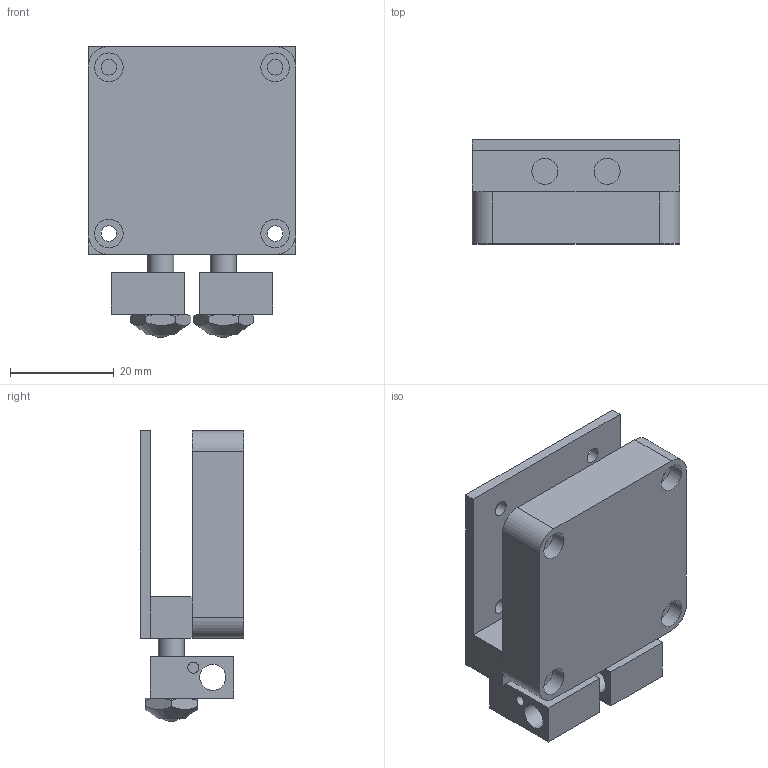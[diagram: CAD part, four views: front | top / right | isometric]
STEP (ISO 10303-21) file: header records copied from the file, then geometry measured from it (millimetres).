
FILE_DESCRIPTION(('FreeCAD Model'),'2;1');
FILE_NAME('hotend-dual.step', '2015-04-05T10:35:53',('FreeCAD'),('FreeCAD'), 'Open CASCADE STEP processor 6.5','FreeCAD','Unknown');
FILE_SCHEMA(('AUTOMOTIVE_DESIGN_CC2 { 1 2 10303 214 -1 1 5 4 }'));
Length unit declared in the file: millimetre
Products named in the file (1): hotend-dual
Bounding box: 40 x 20 x 56 mm (x, y, z)
Volume: 24399.2 mm3; surface area: 11761.4 mm2
Topology: 1 solids, 1 shells, 104 faces, 241 edges, 149 vertices
Faces by surface type: plane 56, cylinder 30, cone 18
Full cylindrical faces by diameter (mm): 2.1 x2, 3 x12, 5 x8, 5.5 x4
Entity records: 7206 total; most frequent: CARTESIAN_POINT 1617, DIRECTION 933, ORIENTED_EDGE 482, PCURVE 482, DEFINITIONAL_REPRESENTATION 482, LINE 443, VECTOR 443, EDGE_CURVE 241
